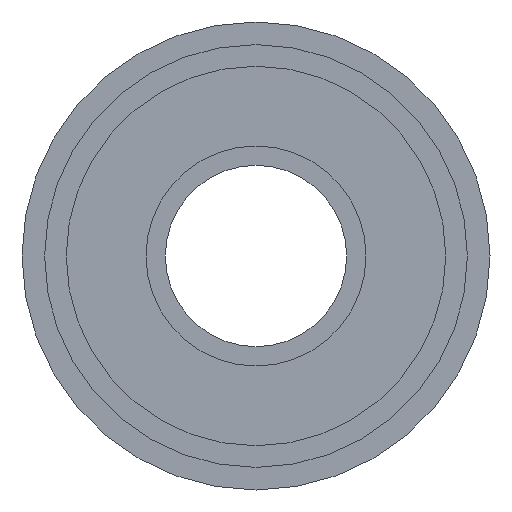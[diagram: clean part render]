
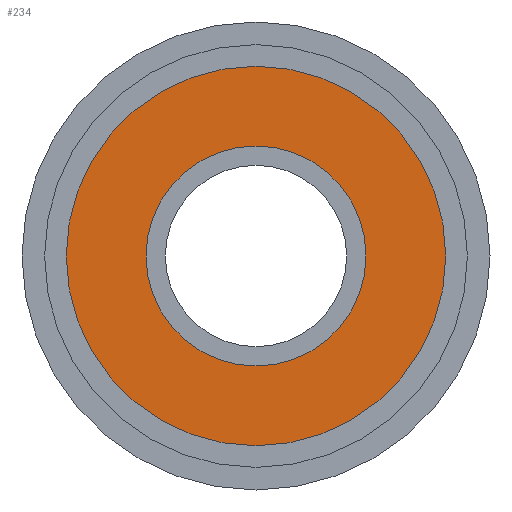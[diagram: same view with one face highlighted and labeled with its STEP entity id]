
A CAD part, front view. The second image highlights one B-rep face of the part: STEP entity #234.
In plain terms, the highlighted planar face has unit normal (0, -1, 0).
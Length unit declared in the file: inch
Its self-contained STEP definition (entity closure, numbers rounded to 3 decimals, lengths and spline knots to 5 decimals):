
#13 = DIRECTION ( 'NONE',  ( 0., 0., -1. ) ) ;
#34 = PLANE ( 'NONE',  #382 ) ;
#75 = CARTESIAN_POINT ( 'NONE',  ( 0., 0.01, 0. ) ) ;
#76 = CARTESIAN_POINT ( 'NONE',  ( 0., 0.01, 0. ) ) ;
#80 = ORIENTED_EDGE ( 'NONE', *, *, #501, .T. ) ;
#86 = DIRECTION ( 'NONE',  ( 0., -1., 0. ) ) ;
#99 = DIRECTION ( 'NONE',  ( 0., -1., 0. ) ) ;
#126 = DIRECTION ( 'NONE',  ( 0., 0., -1. ) ) ;
#127 = DIRECTION ( 'NONE',  ( 0., 0., -1. ) ) ;
#234 = ADVANCED_FACE ( 'NONE', ( #428, #458 ), #34, .T. ) ;
#235 = EDGE_CURVE ( 'NONE', #387, #473, #568, .T. ) ;
#251 = EDGE_LOOP ( 'NONE', ( #528, #80 ) ) ;
#261 = EDGE_LOOP ( 'NONE', ( #554, #315 ) ) ;
#264 = CIRCLE ( 'NONE', #316, 0.3925 ) ;
#280 = AXIS2_PLACEMENT_3D ( 'NONE', #434, #99, #475 ) ;
#289 = AXIS2_PLACEMENT_3D ( 'NONE', #620, #334, #13 ) ;
#296 = CIRCLE ( 'NONE', #280, 0.3925 ) ;
#315 = ORIENTED_EDGE ( 'NONE', *, *, #235, .F. ) ;
#316 = AXIS2_PLACEMENT_3D ( 'NONE', #421, #86, #465 ) ;
#334 = DIRECTION ( 'NONE',  ( 0., -1., 0. ) ) ;
#344 = EDGE_CURVE ( 'NONE', #649, #593, #264, .T. ) ;
#382 = AXIS2_PLACEMENT_3D ( 'NONE', #75, #455, #126 ) ;
#383 = CARTESIAN_POINT ( 'NONE',  ( 0., 0.01, 0.3925 ) ) ;
#387 = VERTEX_POINT ( 'NONE', #487 ) ;
#416 = CIRCLE ( 'NONE', #289, 0.2275 ) ;
#421 = CARTESIAN_POINT ( 'NONE',  ( 0., 0.01, 0. ) ) ;
#422 = AXIS2_PLACEMENT_3D ( 'NONE', #76, #456, #127 ) ;
#428 = FACE_BOUND ( 'NONE', #261, .T. ) ;
#434 = CARTESIAN_POINT ( 'NONE',  ( 0., 0.01, 0. ) ) ;
#455 = DIRECTION ( 'NONE',  ( 0., -1., 0. ) ) ;
#456 = DIRECTION ( 'NONE',  ( 0., -1., 0. ) ) ;
#458 = FACE_OUTER_BOUND ( 'NONE', #251, .T. ) ;
#465 = DIRECTION ( 'NONE',  ( 0., 0., -1. ) ) ;
#469 = CARTESIAN_POINT ( 'NONE',  ( 0., 0.01, -0.3925 ) ) ;
#473 = VERTEX_POINT ( 'NONE', #629 ) ;
#475 = DIRECTION ( 'NONE',  ( 0., 0., -1. ) ) ;
#487 = CARTESIAN_POINT ( 'NONE',  ( 0., 0.01, 0.2275 ) ) ;
#499 = EDGE_CURVE ( 'NONE', #473, #387, #416, .T. ) ;
#501 = EDGE_CURVE ( 'NONE', #593, #649, #296, .T. ) ;
#528 = ORIENTED_EDGE ( 'NONE', *, *, #344, .T. ) ;
#554 = ORIENTED_EDGE ( 'NONE', *, *, #499, .F. ) ;
#568 = CIRCLE ( 'NONE', #422, 0.2275 ) ;
#593 = VERTEX_POINT ( 'NONE', #383 ) ;
#620 = CARTESIAN_POINT ( 'NONE',  ( 0., 0.01, 0. ) ) ;
#629 = CARTESIAN_POINT ( 'NONE',  ( 0., 0.01, -0.2275 ) ) ;
#649 = VERTEX_POINT ( 'NONE', #469 ) ;
